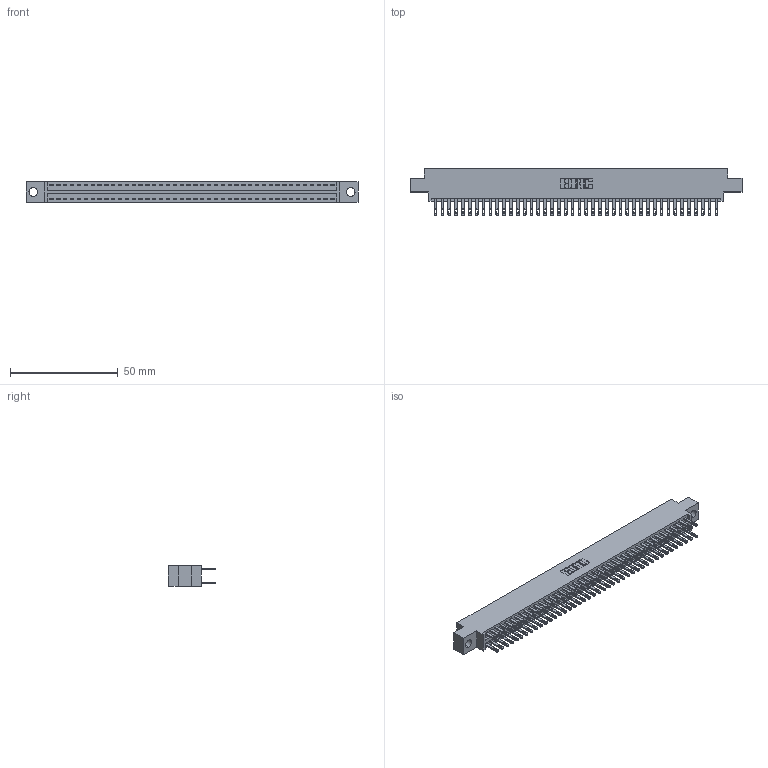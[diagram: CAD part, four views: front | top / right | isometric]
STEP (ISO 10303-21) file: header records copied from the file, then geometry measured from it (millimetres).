
FILE_DESCRIPTION (( 'STEP AP203' ), '1' );
FILE_NAME ('896-084-500-804.STEP', '2021-07-28T02:26:29', ( '' ), ( '' ), 'SwSTEP 2.0', 'SolidWorks 2020', '' );
FILE_SCHEMA (( 'CONFIG_CONTROL_DESIGN' ));
Length unit declared in the file: inch
Products named in the file (3): 345-292-001_345-293-100; 846 Part_0.170 Offset - 0.156 Dia-TH; 896-084-500-804
Assembly tree (85 placements, depth 2):
  896-084-500-804
    846 Part_0.170 Offset - 0.156 Dia-TH
    345-292-001_345-293-100  x84
Bounding box: 153.92 x 21.84 x 9.4 mm (x, y, z)
Volume: 15023.7 mm3; surface area: 21523.3 mm2
Topology: 85 solids, 85 shells, 4158 faces, 12689 edges, 8458 vertices
Faces by surface type: plane 2516, cylinder 1642
Entity records: 27475 total; most frequent: CARTESIAN_POINT 4528, ORIENTED_EDGE 4462, DIRECTION 4043, EDGE_CURVE 2231, LINE 1927, VECTOR 1927, VERTEX_POINT 1486, AXIS2_PLACEMENT_3D 1058
